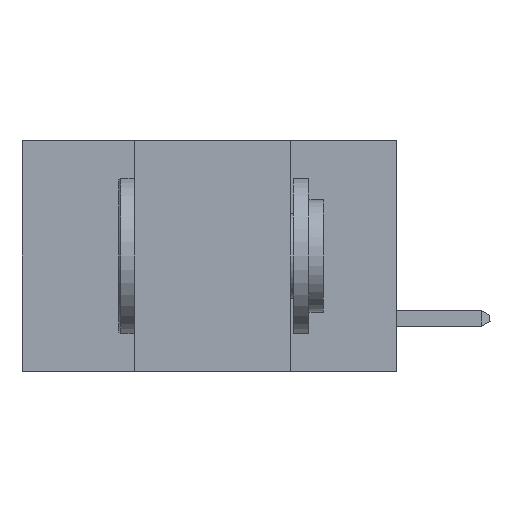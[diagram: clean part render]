
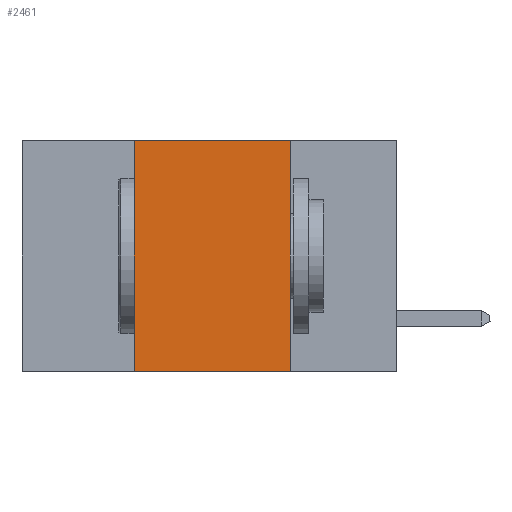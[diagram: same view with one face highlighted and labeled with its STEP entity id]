
A CAD part, left-side view. The second image highlights one B-rep face of the part: STEP entity #2461.
In plain terms, the highlighted planar face has unit normal (-1, 0, 0).
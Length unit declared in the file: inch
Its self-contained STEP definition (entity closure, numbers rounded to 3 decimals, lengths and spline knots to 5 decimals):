
#721 = DIRECTION ( 'NONE',  ( 0., -1., 0. ) ) ;
#1114 = ORIENTED_EDGE ( 'NONE', *, *, #15465, .T. ) ;
#1390 = VECTOR ( 'NONE', #10959, 39.37008 ) ;
#1439 = VECTOR ( 'NONE', #721, 39.37008 ) ;
#1652 = DIRECTION ( 'NONE',  ( 0., 0., -1. ) ) ;
#1667 = DIRECTION ( 'NONE',  ( 0., 0., 1. ) ) ;
#1829 = VERTEX_POINT ( 'NONE', #14084 ) ;
#2365 = VECTOR ( 'NONE', #1667, 39.37008 ) ;
#2461 = ADVANCED_FACE ( 'NONE', ( #18475 ), #14643, .F. ) ;
#3644 = EDGE_CURVE ( 'NONE', #13245, #4496, #13983, .T. ) ;
#4371 = EDGE_CURVE ( 'NONE', #4496, #7371, #5484, .T. ) ;
#4496 = VERTEX_POINT ( 'NONE', #6501 ) ;
#5283 = CARTESIAN_POINT ( 'NONE',  ( 0., 0.6, -0.37 ) ) ;
#5484 = LINE ( 'NONE', #6189, #1439 ) ;
#6189 = CARTESIAN_POINT ( 'NONE',  ( 0., 0.6, 0. ) ) ;
#6458 = ORIENTED_EDGE ( 'NONE', *, *, #17801, .F. ) ;
#6501 = CARTESIAN_POINT ( 'NONE',  ( 0., 0.42, 0. ) ) ;
#7371 = VERTEX_POINT ( 'NONE', #15721 ) ;
#7728 = EDGE_LOOP ( 'NONE', ( #6458, #15031, #11060, #1114 ) ) ;
#8360 = CARTESIAN_POINT ( 'NONE',  ( 0., 0.42, -0.37 ) ) ;
#8842 = AXIS2_PLACEMENT_3D ( 'NONE', #17323, #11699, #1652 ) ;
#10959 = DIRECTION ( 'NONE',  ( 0., 0., -1. ) ) ;
#11060 = ORIENTED_EDGE ( 'NONE', *, *, #3644, .F. ) ;
#11699 = DIRECTION ( 'NONE',  ( 1., 0., 0. ) ) ;
#12658 = CARTESIAN_POINT ( 'NONE',  ( 0., 0.42, 0. ) ) ;
#12877 = LINE ( 'NONE', #5283, #17768 ) ;
#13245 = VERTEX_POINT ( 'NONE', #8360 ) ;
#13247 = DIRECTION ( 'NONE',  ( 0., -1., 0. ) ) ;
#13983 = LINE ( 'NONE', #12658, #2365 ) ;
#14084 = CARTESIAN_POINT ( 'NONE',  ( 0., 0.17, -0.37 ) ) ;
#14643 = PLANE ( 'NONE',  #8842 ) ;
#15031 = ORIENTED_EDGE ( 'NONE', *, *, #4371, .F. ) ;
#15045 = CARTESIAN_POINT ( 'NONE',  ( 0., 0.17, 0. ) ) ;
#15465 = EDGE_CURVE ( 'NONE', #13245, #1829, #12877, .T. ) ;
#15721 = CARTESIAN_POINT ( 'NONE',  ( 0., 0.17, 0. ) ) ;
#16796 = LINE ( 'NONE', #15045, #1390 ) ;
#17323 = CARTESIAN_POINT ( 'NONE',  ( 0., 0.6, 0. ) ) ;
#17768 = VECTOR ( 'NONE', #13247, 39.37008 ) ;
#17801 = EDGE_CURVE ( 'NONE', #7371, #1829, #16796, .T. ) ;
#18475 = FACE_OUTER_BOUND ( 'NONE', #7728, .T. ) ;
